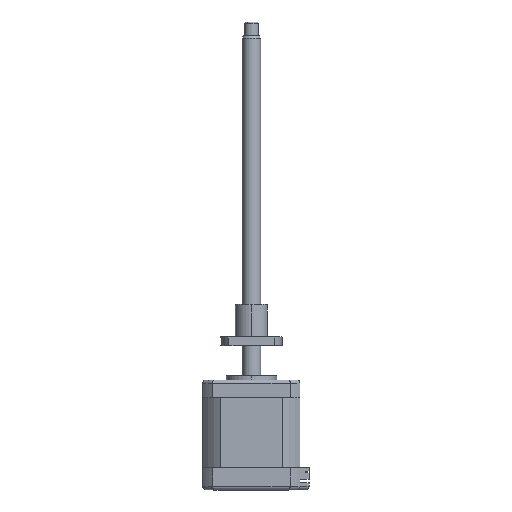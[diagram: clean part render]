
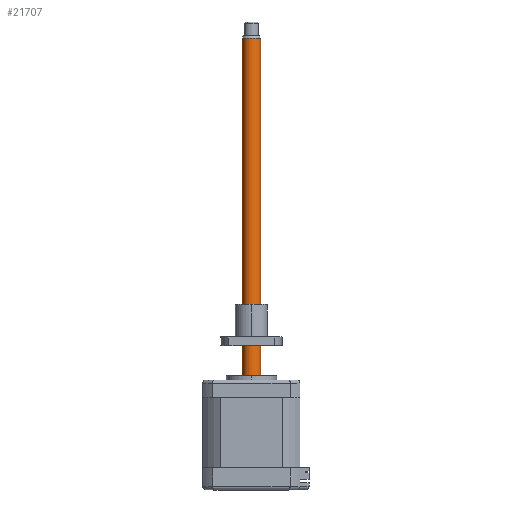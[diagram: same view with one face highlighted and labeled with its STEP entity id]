
A CAD part, top view. The second image highlights one B-rep face of the part: STEP entity #21707.
In plain terms, the highlighted cylindrical face has radius 4 mm (diameter 8 mm), a partial arc.
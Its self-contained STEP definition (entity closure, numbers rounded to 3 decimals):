
#2452 = LINE ( 'NONE', #30372, #36734 ) ;
#2495 = DIRECTION ( 'NONE',  ( 0., -1., 0. ) ) ;
#4034 = CIRCLE ( 'NONE', #9875, 4. ) ;
#4953 = VERTEX_POINT ( 'NONE', #27434 ) ;
#7541 = CARTESIAN_POINT ( 'NONE',  ( -0.713, 171.093, 16.462 ) ) ;
#7861 = LINE ( 'NONE', #33229, #18071 ) ;
#8767 = ORIENTED_EDGE ( 'NONE', *, *, #31924, .T. ) ;
#9875 = AXIS2_PLACEMENT_3D ( 'NONE', #24099, #32215, #29819 ) ;
#10113 = AXIS2_PLACEMENT_3D ( 'NONE', #23971, #20755, #32201 ) ;
#10296 = CYLINDRICAL_SURFACE ( 'NONE', #20371, 4. ) ;
#11329 = ORIENTED_EDGE ( 'NONE', *, *, #25482, .F. ) ;
#13445 = DIRECTION ( 'NONE',  ( 0., -1., 0. ) ) ;
#15155 = CARTESIAN_POINT ( 'NONE',  ( -0.713, 22.093, 16.462 ) ) ;
#15323 = ORIENTED_EDGE ( 'NONE', *, *, #30219, .T. ) ;
#18071 = VECTOR ( 'NONE', #13445, 1000. ) ;
#18306 = FACE_OUTER_BOUND ( 'NONE', #24455, .T. ) ;
#18682 = DIRECTION ( 'NONE',  ( -0.999, 0., 0.044 ) ) ;
#20371 = AXIS2_PLACEMENT_3D ( 'NONE', #35717, #24391, #18682 ) ;
#20452 = CIRCLE ( 'NONE', #10113, 4. ) ;
#20755 = DIRECTION ( 'NONE',  ( 0., -1., 0. ) ) ;
#21367 = CARTESIAN_POINT ( 'NONE',  ( -8.705, 22.093, 16.814 ) ) ;
#21707 = ADVANCED_FACE ( 'NONE', ( #18306 ), #10296, .T. ) ;
#23971 = CARTESIAN_POINT ( 'NONE',  ( -4.709, 22.093, 16.638 ) ) ;
#24099 = CARTESIAN_POINT ( 'NONE',  ( -4.709, 171.093, 16.638 ) ) ;
#24391 = DIRECTION ( 'NONE',  ( 0., -1., 0. ) ) ;
#24455 = EDGE_LOOP ( 'NONE', ( #25842, #8767, #15323, #11329 ) ) ;
#25482 = EDGE_CURVE ( 'NONE', #30015, #32062, #20452, .T. ) ;
#25842 = ORIENTED_EDGE ( 'NONE', *, *, #34264, .F. ) ;
#27434 = CARTESIAN_POINT ( 'NONE',  ( -8.705, 171.093, 16.814 ) ) ;
#29819 = DIRECTION ( 'NONE',  ( 0.999, 0., -0.044 ) ) ;
#30015 = VERTEX_POINT ( 'NONE', #15155 ) ;
#30219 = EDGE_CURVE ( 'NONE', #4953, #32062, #7861, .T. ) ;
#30372 = CARTESIAN_POINT ( 'NONE',  ( -0.713, 172.093, 16.462 ) ) ;
#31924 = EDGE_CURVE ( 'NONE', #35654, #4953, #4034, .T. ) ;
#32062 = VERTEX_POINT ( 'NONE', #21367 ) ;
#32201 = DIRECTION ( 'NONE',  ( -0.999, 0., 0.044 ) ) ;
#32215 = DIRECTION ( 'NONE',  ( 0., -1., 0. ) ) ;
#33229 = CARTESIAN_POINT ( 'NONE',  ( -8.705, 172.093, 16.814 ) ) ;
#34264 = EDGE_CURVE ( 'NONE', #35654, #30015, #2452, .T. ) ;
#35654 = VERTEX_POINT ( 'NONE', #7541 ) ;
#35717 = CARTESIAN_POINT ( 'NONE',  ( -4.709, 172.093, 16.638 ) ) ;
#36734 = VECTOR ( 'NONE', #2495, 1000. ) ;
